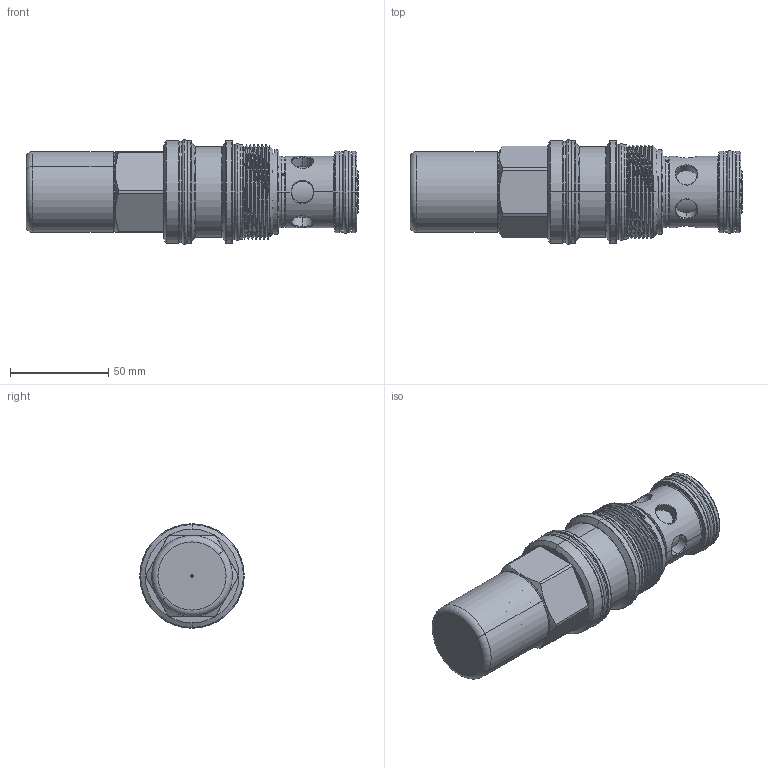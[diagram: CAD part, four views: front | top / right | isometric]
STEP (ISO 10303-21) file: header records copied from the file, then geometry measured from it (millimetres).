
FILE_DESCRIPTION (( 'STEP AP203' ), '1' );
FILE_NAME ('CB19A23-C.STEP', '2020-03-18T05:56:21', ( '' ), ( '' ), 'SwSTEP 2.0', 'SolidWorks 2018', '' );
FILE_SCHEMA (( 'CONFIG_CONTROL_DESIGN' ));
Length unit declared in the file: millimetre
Products named in the file (1): CB19A23-C
Bounding box: 168.88 x 53.11 x 53.11 mm (x, y, z)
Volume: 214459.7 mm3; surface area: 51005.1 mm2
Topology: 5 solids, 5 shells, 362 faces, 875 edges, 535 vertices
Faces by surface type: cylinder 161, plane 68, cone 60, torus 52, bspline 21
Entity records: 17181 total; most frequent: CARTESIAN_POINT 9002, ORIENTED_EDGE 1722, DIRECTION 1710, EDGE_CURVE 861, AXIS2_PLACEMENT_3D 727, VERTEX_POINT 529, EDGE_LOOP 394, CIRCLE 385
